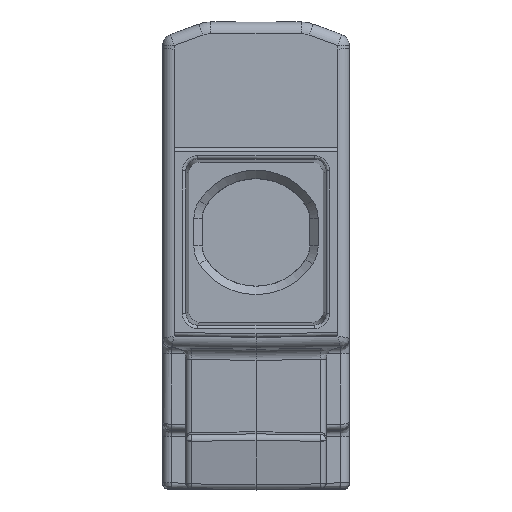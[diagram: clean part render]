
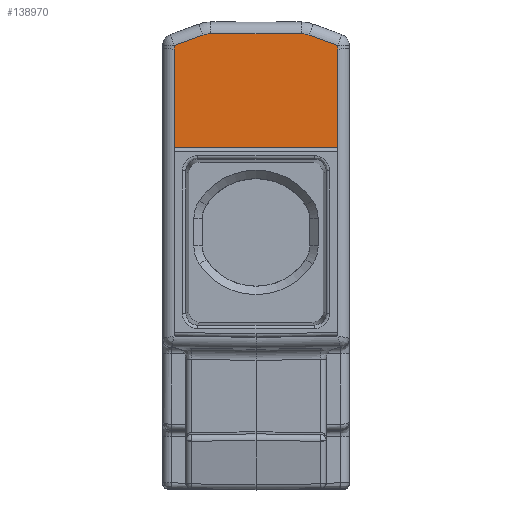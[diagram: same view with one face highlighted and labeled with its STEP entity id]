
A CAD part, top view. The second image highlights one B-rep face of the part: STEP entity #138970.
In plain terms, the highlighted planar face has unit normal (0, 0, 1).
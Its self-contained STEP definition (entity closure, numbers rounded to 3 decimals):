
#118600=CARTESIAN_POINT('',(3.864,25.5,22.5));
#118610=VERTEX_POINT('',#118600);
#118640=CARTESIAN_POINT('',(-3.864,25.5,22.5));
#118650=DIRECTION('',(1.,0.,0.));
#118660=VECTOR('',#118650,7.729);
#118670=LINE('',#118640,#118660);
#118680=CARTESIAN_POINT('',(-3.864,25.5,22.5));
#118690=VERTEX_POINT('',#118680);
#118700=EDGE_CURVE('',#118690,#118610,#118670,.T.);
#138170=CARTESIAN_POINT('',(0.,12.101,22.5));
#138180=DIRECTION('',(0.,0.,1.));
#138190=DIRECTION('',(1.,0.,0.));
#138200=AXIS2_PLACEMENT_3D('',#138170,#138180,#138190);
#138210=PLANE('',#138200);
#138220=CARTESIAN_POINT('',(-7.,-0.378,22.5));
#138230=DIRECTION('',(0.,1.,0.));
#138240=VECTOR('',#138230,24.56);
#138250=LINE('',#138220,#138240);
#138260=CARTESIAN_POINT('',(-7.,15.725,22.5));
#138270=VERTEX_POINT('',#138260);
#138280=CARTESIAN_POINT('',(-7.,24.183,22.5));
#138290=VERTEX_POINT('',#138280);
#138300=EDGE_CURVE('',#138270,#138290,#138250,.T.);
#138310=ORIENTED_EDGE('',*,*,#138300,.F.);
#138320=CARTESIAN_POINT('',(-7.,24.183,22.5));
#138330=DIRECTION('',(0.035,0.999,0.));
#138340=VECTOR('',#138330,0.309);
#138350=LINE('',#138320,#138340);
#138360=CARTESIAN_POINT('',(-6.989,24.491,22.5));
#138370=VERTEX_POINT('',#138360);
#138380=EDGE_CURVE('',#138290,#138370,#138350,.T.);
#138390=ORIENTED_EDGE('',*,*,#138380,.F.);
#138400=CARTESIAN_POINT('',(-6.989,24.491,22.5));
#138410=DIRECTION('',(0.94,0.342,0.));
#138420=VECTOR('',#138410,2.597);
#138430=LINE('',#138400,#138420);
#138440=CARTESIAN_POINT('',(-4.548,25.379,22.5));
#138450=VERTEX_POINT('',#138440);
#138460=EDGE_CURVE('',#138370,#138450,#138430,.T.);
#138470=ORIENTED_EDGE('',*,*,#138460,.F.);
#138480=CARTESIAN_POINT('',(-3.864,23.5,22.5));
#138490=DIRECTION('',(0.,0.,-1.));
#138500=DIRECTION('',(-0.174,0.985,0.));
#138510=AXIS2_PLACEMENT_3D('',#138480,#138490,#138500);
#138520=CIRCLE('',#138510,2.);
#138530=EDGE_CURVE('',#138450,#118690,#138520,.T.);
#138540=ORIENTED_EDGE('',*,*,#138530,.F.);
#138550=ORIENTED_EDGE('',*,*,#118700,.F.);
#138560=CARTESIAN_POINT('',(3.864,23.5,22.5));
#138570=DIRECTION('',(0.,0.,-1.));
#138580=DIRECTION('',(0.174,0.985,0.));
#138590=AXIS2_PLACEMENT_3D('',#138560,#138570,#138580);
#138600=CIRCLE('',#138590,2.);
#138610=CARTESIAN_POINT('',(4.548,25.379,22.5));
#138620=VERTEX_POINT('',#138610);
#138630=EDGE_CURVE('',#118610,#138620,#138600,.T.);
#138640=ORIENTED_EDGE('',*,*,#138630,.F.);
#138650=CARTESIAN_POINT('',(4.548,25.379,22.5));
#138660=DIRECTION('',(0.94,-0.342,0.));
#138670=VECTOR('',#138660,2.597);
#138680=LINE('',#138650,#138670);
#138690=CARTESIAN_POINT('',(6.989,24.491,22.5));
#138700=VERTEX_POINT('',#138690);
#138710=EDGE_CURVE('',#138620,#138700,#138680,.T.);
#138720=ORIENTED_EDGE('',*,*,#138710,.F.);
#138730=CARTESIAN_POINT('',(6.989,24.491,22.5));
#138740=DIRECTION('',(0.035,-0.999,0.));
#138750=VECTOR('',#138740,0.309);
#138760=LINE('',#138730,#138750);
#138770=CARTESIAN_POINT('',(7.,24.183,22.5));
#138780=VERTEX_POINT('',#138770);
#138790=EDGE_CURVE('',#138700,#138780,#138760,.T.);
#138800=ORIENTED_EDGE('',*,*,#138790,.F.);
#138810=CARTESIAN_POINT('',(7.,24.183,22.5));
#138820=DIRECTION('',(0.,-1.,0.));
#138830=VECTOR('',#138820,24.56);
#138840=LINE('',#138810,#138830);
#138850=CARTESIAN_POINT('',(7.,15.725,22.5));
#138860=VERTEX_POINT('',#138850);
#138870=EDGE_CURVE('',#138780,#138860,#138840,.T.);
#138880=ORIENTED_EDGE('',*,*,#138870,.F.);
#138890=CARTESIAN_POINT('',(0.,15.725,22.5));
#138900=DIRECTION('',(-1.,-0.,0.));
#138910=VECTOR('',#138900,1.);
#138920=LINE('',#138890,#138910);
#138930=EDGE_CURVE('',#138860,#138270,#138920,.T.);
#138940=ORIENTED_EDGE('',*,*,#138930,.F.);
#138950=EDGE_LOOP('',(#138940,#138880,#138800,#138720,#138640,#138550,
#138540,#138470,#138390,#138310));
#138960=FACE_OUTER_BOUND('',#138950,.T.);
#138970=ADVANCED_FACE('',(#138960),#138210,.T.);
